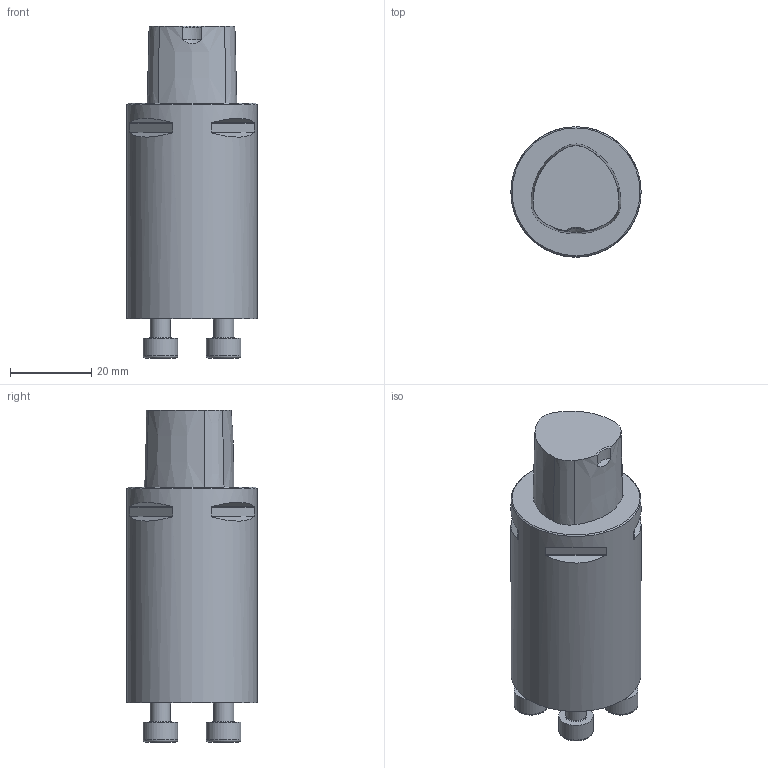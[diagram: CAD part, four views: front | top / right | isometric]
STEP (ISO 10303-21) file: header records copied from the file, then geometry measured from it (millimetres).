
FILE_DESCRIPTION(/* description */ (''),/* implementation_level */ '2;1');
FILE_NAME(/* name */ 'toolcomp_1.stp',/* time_stamp */ '2019-08-14T12:44:00+02:00',/* author */ (''),/* organization */ ('SMS'),/* preprocessor_version */ 'ST-DEVELOPER v15',/* originating_system */ 'SIEMENS PLM Software NX 8.5',/* authorisation */ '');
FILE_SCHEMA (('AUTOMOTIVE_DESIGN { 1 0 10303 214 3 1 1 1 }'));
Length unit declared in the file: millimetre
Products named in the file (1): TOOLCOMP_1
Bounding box: 32 x 32 x 81.59 mm (x, y, z)
Volume: 50535.1 mm3; surface area: 9480.1 mm2
Topology: 1 solids, 1 shells, 134 faces, 276 edges, 159 vertices
Faces by surface type: plane 71, cone 37, cylinder 18, torus 8
Full cylindrical faces by diameter (mm): 5 x4, 8.5 x4, 32 x1
Entity records: 3649 total; most frequent: CARTESIAN_POINT 926, DIRECTION 576, ORIENTED_EDGE 492, EDGE_CURVE 246, AXIS2_PLACEMENT_3D 237, EDGE_LOOP 169, VERTEX_POINT 153, ADVANCED_FACE 134
